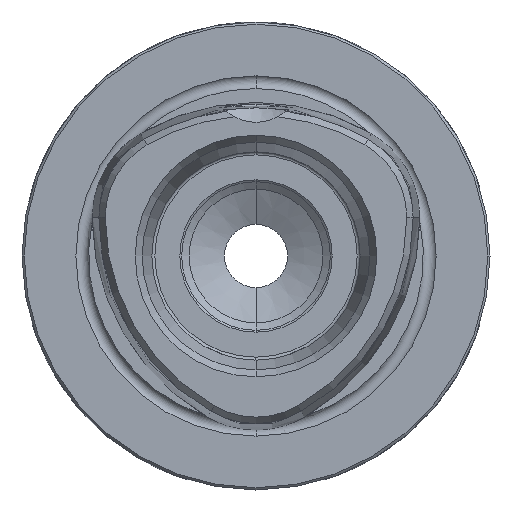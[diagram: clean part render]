
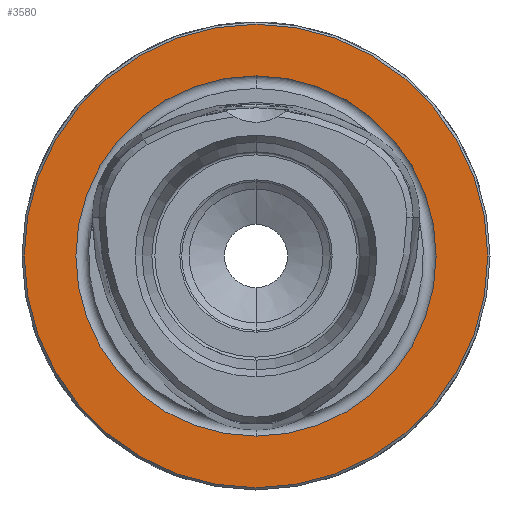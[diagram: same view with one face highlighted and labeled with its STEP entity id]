
A CAD part, front view. The second image highlights one B-rep face of the part: STEP entity #3580.
In plain terms, the highlighted planar face has unit normal (0, -1, 0).
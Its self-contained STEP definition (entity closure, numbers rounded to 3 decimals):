
#1469=CARTESIAN_POINT('',(0.,0.,
0.));
#1470=DIRECTION('',(0.,-1.,0.));
#1471=DIRECTION('',(1.,0.,0.));
#1472=AXIS2_PLACEMENT_3D('',#1469,#1470,#1471);
#1474=CARTESIAN_POINT('',(0.,0.,
0.));
#1475=DIRECTION('',(0.,-1.,0.));
#1476=DIRECTION('',(-1.,0.,0.));
#1477=AXIS2_PLACEMENT_3D('',#1474,#1475,#1476);
#1479=CARTESIAN_POINT('',(0.,0.,0.));
#1480=DIRECTION('',(0.,-1.,0.));
#1481=DIRECTION('',(0.,0.,-1.));
#1482=AXIS2_PLACEMENT_3D('',#1479,#1480,#1481);
#1484=CARTESIAN_POINT('',(0.,0.,0.));
#1485=DIRECTION('',(0.,-1.,0.));
#1486=DIRECTION('',(0.,0.,1.));
#1487=AXIS2_PLACEMENT_3D('',#1484,#1485,#1486);
#1966=CARTESIAN_POINT('',(31.2,0.,
0.));
#1967=CARTESIAN_POINT('',(-31.2,0.,0.));
#1968=VERTEX_POINT('',#1966);
#1969=VERTEX_POINT('',#1967);
#1974=CARTESIAN_POINT('',(0.,0.,-24.25));
#1975=CARTESIAN_POINT('',(0.,0.,24.25));
#1976=VERTEX_POINT('',#1974);
#1977=VERTEX_POINT('',#1975);
#3566=CARTESIAN_POINT('',(0.,0.,0.));
#3567=DIRECTION('',(0.,-1.,0.));
#3568=DIRECTION('',(-1.,0.,0.));
#3569=AXIS2_PLACEMENT_3D('',#3566,#3567,#3568);
#3570=PLANE('',#3569);
#3571=ORIENTED_EDGE('',*,*,#3556,.F.);
#3573=ORIENTED_EDGE('',*,*,#3572,.F.);
#3574=EDGE_LOOP('',(#3571,#3573));
#3575=FACE_OUTER_BOUND('',#3574,.F.);
#3576=ORIENTED_EDGE('',*,*,#2479,.T.);
#3577=ORIENTED_EDGE('',*,*,#2344,.T.);
#3578=EDGE_LOOP('',(#3576,#3577));
#3579=FACE_BOUND('',#3578,.F.);
#3580=ADVANCED_FACE('',(#3575,#3579),#3570,.T.);
#1473=CIRCLE('',#1472,31.2);
#1478=CIRCLE('',#1477,31.2);
#1483=CIRCLE('',#1482,24.25);
#1488=CIRCLE('',#1487,24.25);
#2344=EDGE_CURVE('',#1977,#1976,#1488,.T.);
#2479=EDGE_CURVE('',#1976,#1977,#1483,.T.);
#3556=EDGE_CURVE('',#1968,#1969,#1473,.T.);
#3572=EDGE_CURVE('',#1969,#1968,#1478,.T.);
